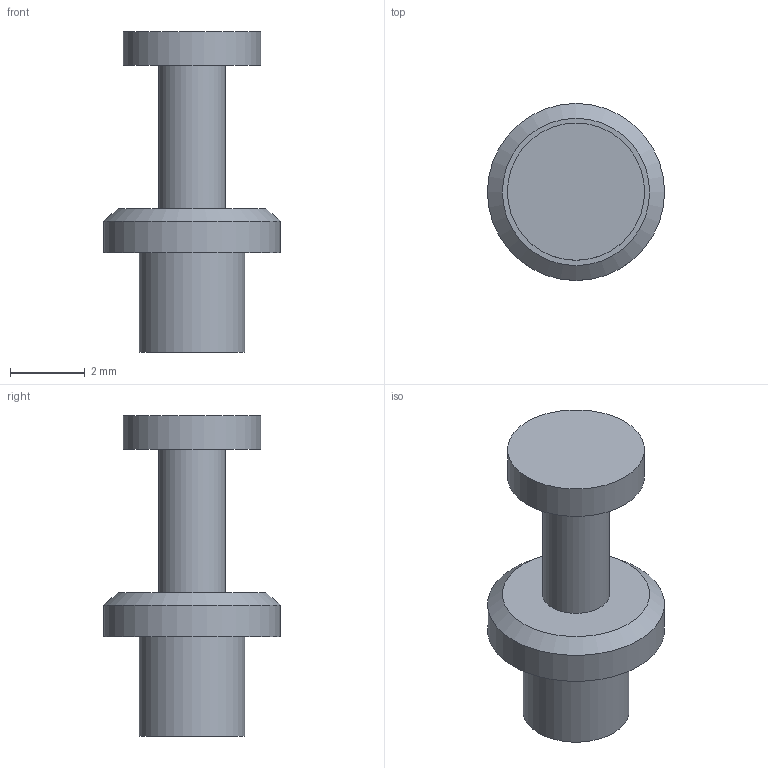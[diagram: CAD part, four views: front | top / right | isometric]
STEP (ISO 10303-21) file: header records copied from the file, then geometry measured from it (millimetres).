
FILE_DESCRIPTION(('STEP AP214'), '1');
FILE_NAME('1532-2', '', ('UNSPECIFIED'), ('UNSPECIFIED'), 'ASCON STEP Converter 1.3', 'ASCON Math Kernel', '');
FILE_SCHEMA(('AUTOMOTIVE_DESIGN { 1 0 10303 214 3 1 1}'));
Length unit declared in the file: millimetre
Bounding box: 4.75 x 4.75 x 8.61 mm (x, y, z)
Volume: 50.3 mm3; surface area: 133.8 mm2
Topology: 1 solids, 1 shells, 12 faces, 19 edges, 12 vertices
Faces by surface type: plane 5, cylinder 5, cone 2
Full cylindrical faces by diameter (mm): 1.8 x1, 1.98 x1, 2.84 x1, 3.68 x1, 4.75 x1
Entity records: 374 total; most frequent: DIRECTION 48, CARTESIAN_POINT 35, AXIS2_PLACEMENT_3D 24, EDGE_LOOP 22, ORIENTED_EDGE 22, COLOUR_RGB 13, FILL_AREA_STYLE_COLOUR 13, FILL_AREA_STYLE 13
